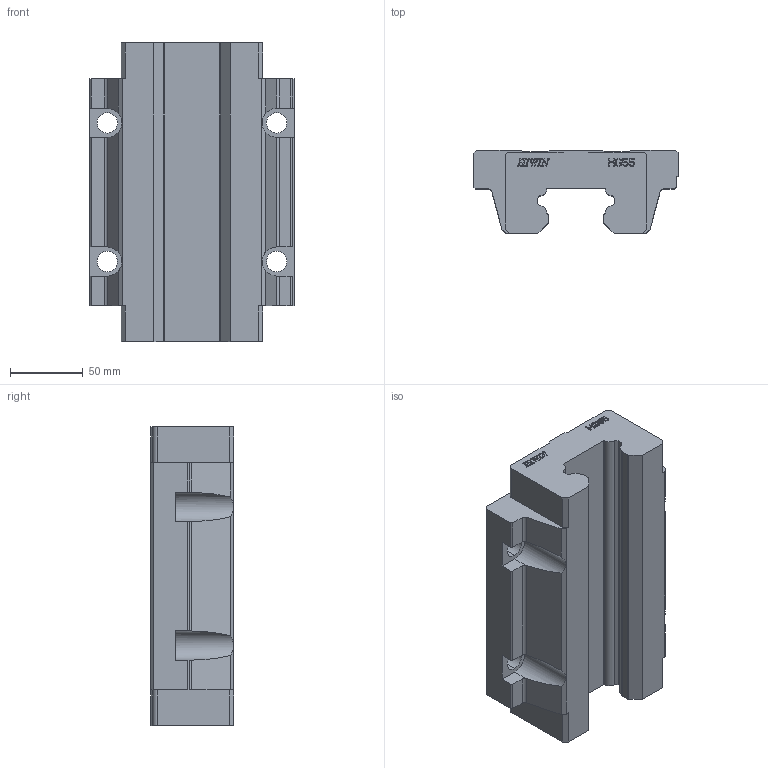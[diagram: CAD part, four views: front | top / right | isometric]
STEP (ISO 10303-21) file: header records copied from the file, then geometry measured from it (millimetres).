
FILE_DESCRIPTION (( 'STEP AP203' ), '1' );
FILE_NAME ('HGW55HC.STEP', '2007-01-11T14:52:37', ( 'HIWIN GmbH' ), ( '77654 Offenburg' ), 'SwSTEP 2.0', 'SolidWorks 2006104', '' );
FILE_SCHEMA (( 'CONFIG_CONTROL_DESIGN' ));
Length unit declared in the file: millimetre
Products named in the file (1): HGW55HC
Bounding box: 140 x 57 x 205.1 mm (x, y, z)
Volume: 1031718.9 mm3; surface area: 102812.8 mm2
Topology: 1 solids, 1 shells, 399 faces, 1164 edges, 776 vertices
Faces by surface type: plane 306, bspline 60, cylinder 33
Entity records: 14319 total; most frequent: CARTESIAN_POINT 4058, ORIENTED_EDGE 2328, DIRECTION 1766, EDGE_CURVE 1164, VECTOR 962, LINE 962, VERTEX_POINT 776, EDGE_LOOP 416
